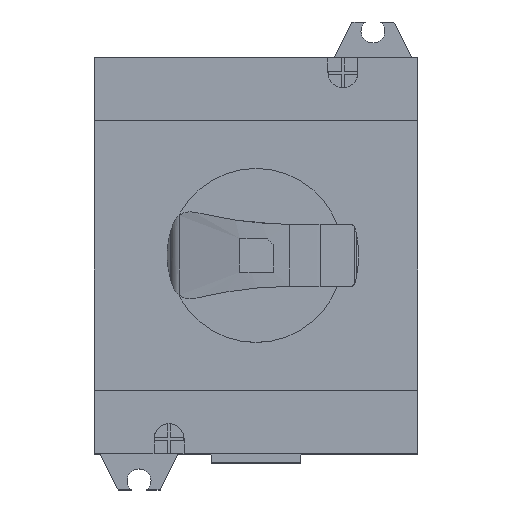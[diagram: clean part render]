
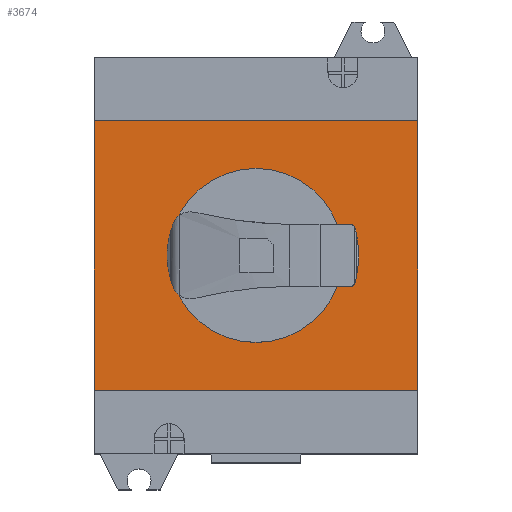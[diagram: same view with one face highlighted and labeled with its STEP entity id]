
A CAD part, top view. The second image highlights one B-rep face of the part: STEP entity #3674.
In plain terms, the highlighted planar face has unit normal (0, 0, 1).
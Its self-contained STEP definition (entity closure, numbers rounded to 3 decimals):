
#187=FACE_OUTER_BOUND($,#398,.T.);
#398=EDGE_LOOP($,(#2631,#2632,#2633,#2634));
#682=LINE($,#5355,#1143);
#685=LINE($,#5361,#1146);
#688=LINE($,#5367,#1149);
#691=LINE($,#5371,#1152);
#1143=VECTOR($,#4330,45.);
#1146=VECTOR($,#4335,54.);
#1149=VECTOR($,#4340,45.);
#1152=VECTOR($,#4345,54.);
#1564=VERTEX_POINT($,#5352);
#1565=VERTEX_POINT($,#5354);
#1567=VERTEX_POINT($,#5360);
#1569=VERTEX_POINT($,#5366);
#1959=EDGE_CURVE($,#1565,#1564,#682,.T.);
#1962=EDGE_CURVE($,#1567,#1565,#685,.T.);
#1965=EDGE_CURVE($,#1569,#1567,#688,.T.);
#1968=EDGE_CURVE($,#1564,#1569,#691,.T.);
#2631=ORIENTED_EDGE($,*,*,#1968,.T.);
#2632=ORIENTED_EDGE($,*,*,#1965,.T.);
#2633=ORIENTED_EDGE($,*,*,#1962,.T.);
#2634=ORIENTED_EDGE($,*,*,#1959,.T.);
#3494=PLANE($,#3900);
#3674=ADVANCED_FACE($,(#187),#3494,.T.);
#3900=AXIS2_PLACEMENT_3D($,#5373,#4348,#4349);
#4330=DIRECTION($,(0.,1.,0.));
#4335=DIRECTION($,(1.,0.,0.));
#4340=DIRECTION($,(0.,-1.,0.));
#4345=DIRECTION($,(-1.,0.,0.));
#4348=DIRECTION('center_axis',(0.,0.,1.));
#4349=DIRECTION('ref_axis',(1.,0.,0.));
#5352=CARTESIAN_POINT('',(54.,22.5,55.));
#5354=CARTESIAN_POINT('',(54.,-22.5,55.));
#5355=CARTESIAN_POINT($,(54.,22.5,55.));
#5360=CARTESIAN_POINT('',(0.,-22.5,55.));
#5361=CARTESIAN_POINT($,(54.,-22.5,55.));
#5366=CARTESIAN_POINT('',(0.,22.5,55.));
#5367=CARTESIAN_POINT($,(0.,-22.5,55.));
#5371=CARTESIAN_POINT($,(0.,22.5,55.));
#5373=CARTESIAN_POINT('Origin',(27.,0.,
55.));
